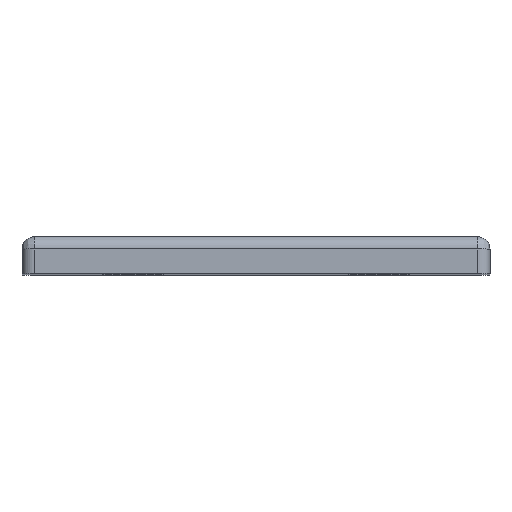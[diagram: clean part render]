
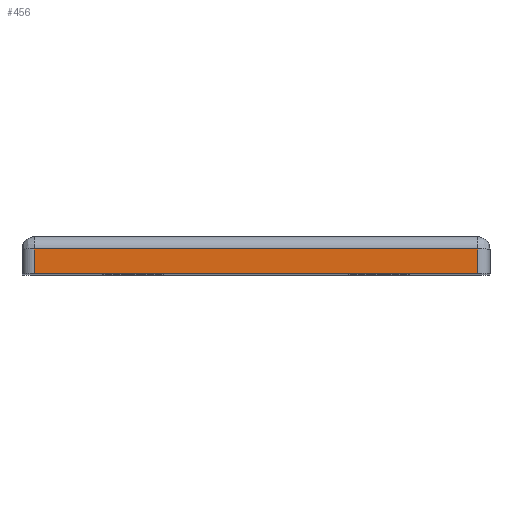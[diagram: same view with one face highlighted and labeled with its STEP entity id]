
A CAD part, top view. The second image highlights one B-rep face of the part: STEP entity #456.
In plain terms, the highlighted planar face has unit normal (0, 0, 1).
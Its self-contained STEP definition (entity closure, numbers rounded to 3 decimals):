
#178 = VECTOR ( 'NONE', #1004, 1000. ) ;
#235 = DIRECTION ( 'NONE',  ( 0., 1., 0. ) ) ;
#238 = CARTESIAN_POINT ( 'NONE',  ( -36., 6., 78. ) ) ;
#360 = CARTESIAN_POINT ( 'NONE',  ( 36., 4., 78. ) ) ;
#382 = EDGE_CURVE ( 'NONE', #855, #511, #788, .T. ) ;
#383 = VERTEX_POINT ( 'NONE', #930 ) ;
#407 = VERTEX_POINT ( 'NONE', #929 ) ;
#435 = CARTESIAN_POINT ( 'NONE',  ( -38., 4., 78. ) ) ;
#456 = ADVANCED_FACE ( 'NONE', ( #1404 ), #882, .F. ) ;
#457 = LINE ( 'NONE', #435, #178 ) ;
#511 = VERTEX_POINT ( 'NONE', #812 ) ;
#725 = AXIS2_PLACEMENT_3D ( 'NONE', #892, #878, #876 ) ;
#749 = ORIENTED_EDGE ( 'NONE', *, *, #382, .F. ) ;
#788 = LINE ( 'NONE', #939, #1146 ) ;
#812 = CARTESIAN_POINT ( 'NONE',  ( 36., 0., 78. ) ) ;
#851 = LINE ( 'NONE', #238, #1687 ) ;
#855 = VERTEX_POINT ( 'NONE', #360 ) ;
#876 = DIRECTION ( 'NONE',  ( -1., 0., 0. ) ) ;
#878 = DIRECTION ( 'NONE',  ( 0., 0., -1. ) ) ;
#882 = PLANE ( 'NONE',  #725 ) ;
#892 = CARTESIAN_POINT ( 'NONE',  ( -38., 6., 78. ) ) ;
#929 = CARTESIAN_POINT ( 'NONE',  ( -36., 0., 78. ) ) ;
#930 = CARTESIAN_POINT ( 'NONE',  ( -36., 4., 78. ) ) ;
#939 = CARTESIAN_POINT ( 'NONE',  ( 36., 6., 78. ) ) ;
#950 = DIRECTION ( 'NONE',  ( 0., -1., 0. ) ) ;
#998 = EDGE_CURVE ( 'NONE', #383, #855, #457, .T. ) ;
#1004 = DIRECTION ( 'NONE',  ( 1., 0., 0. ) ) ;
#1008 = EDGE_CURVE ( 'NONE', #407, #511, #1470, .T. ) ;
#1073 = EDGE_CURVE ( 'NONE', #407, #383, #851, .T. ) ;
#1092 = ORIENTED_EDGE ( 'NONE', *, *, #1073, .F. ) ;
#1134 = DIRECTION ( 'NONE',  ( 1., 0., 0. ) ) ;
#1146 = VECTOR ( 'NONE', #950, 1000. ) ;
#1281 = CARTESIAN_POINT ( 'NONE',  ( -38., 0., 78. ) ) ;
#1285 = EDGE_LOOP ( 'NONE', ( #1588, #1092, #1382, #749 ) ) ;
#1382 = ORIENTED_EDGE ( 'NONE', *, *, #1008, .T. ) ;
#1404 = FACE_OUTER_BOUND ( 'NONE', #1285, .T. ) ;
#1470 = LINE ( 'NONE', #1281, #1476 ) ;
#1476 = VECTOR ( 'NONE', #1134, 1000. ) ;
#1588 = ORIENTED_EDGE ( 'NONE', *, *, #998, .F. ) ;
#1687 = VECTOR ( 'NONE', #235, 1000. ) ;
